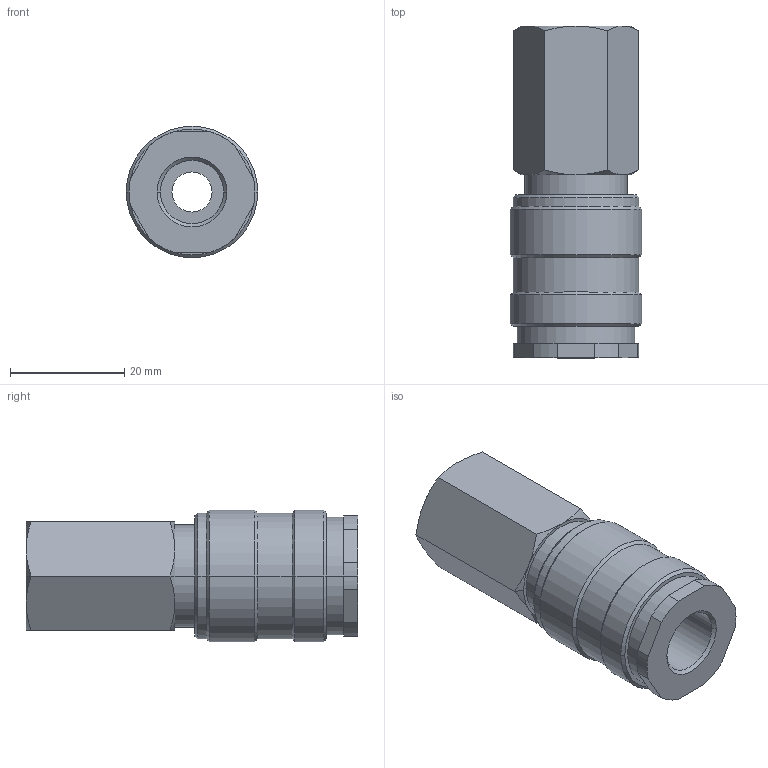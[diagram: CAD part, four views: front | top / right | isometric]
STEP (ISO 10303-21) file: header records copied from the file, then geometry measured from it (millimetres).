
FILE_DESCRIPTION(('STEP AP214'),'1');
FILE_NAME('esoi_38_i.stp','2020-03-05T09:26:08',('TraceParts'),('TraceParts S.A.'),'Spatial InterOp 3D',' ',' ');
FILE_SCHEMA(('automotive_design'));
Length unit declared in the file: millimetre
Products named in the file (1): 1
Bounding box: 23 x 58 x 23 mm (x, y, z)
Volume: 15112.2 mm3; surface area: 6589.6 mm2
Topology: 1 solids, 1 shells, 76 faces, 168 edges, 100 vertices
Faces by surface type: cone 30, cylinder 26, plane 20
Entity records: 2732 total; most frequent: CARTESIAN_POINT 441, DIRECTION 374, ORIENTED_EDGE 336, EDGE_CURVE 168, AXIS2_PLACEMENT_3D 153, VERTEX_POINT 100, EDGE_LOOP 84, STYLED_ITEM 76
